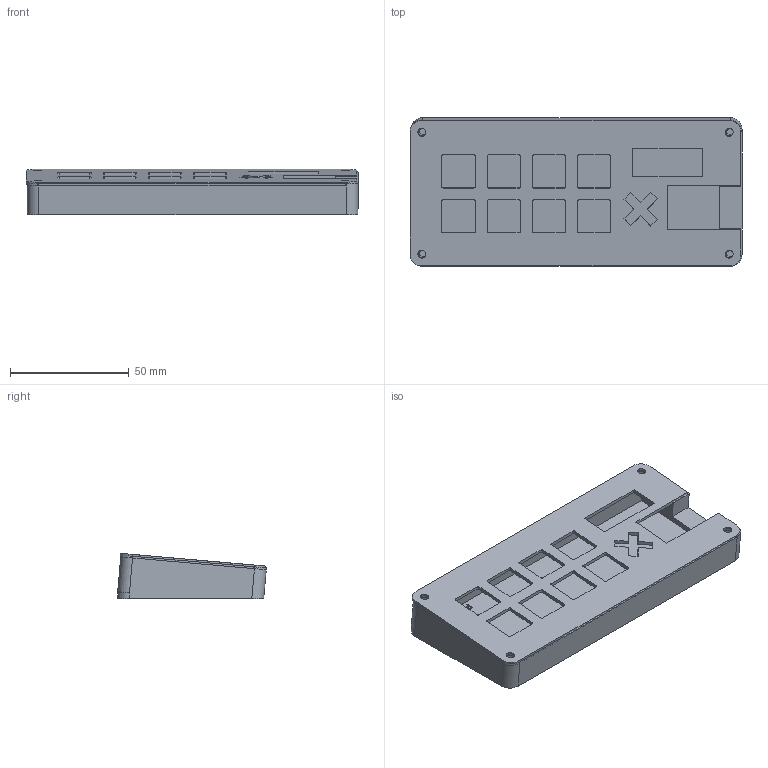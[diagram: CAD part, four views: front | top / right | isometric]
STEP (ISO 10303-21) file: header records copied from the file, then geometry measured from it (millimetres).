
FILE_DESCRIPTION(/* description */ (''),/* implementation_level */ '2;1');
FILE_NAME(/* name */ 'XacPad entire case and pcb CAD.step',/* time_stamp */ '2025-12-24T00:02:32+01:00',/* author */ (''),/* organization */ (''),/* preprocessor_version */ 'ST-DEVELOPER v20.1',/* originating_system */ 'Autodesk Translation Framework v14.21.0.0',/* authorisation */ '');
FILE_SCHEMA (('AUTOMOTIVE_DESIGN { 1 0 10303 214 3 1 1 }'));
Length unit declared in the file: millimetre
Products named in the file (2): 2025-12-23-23-51-00-139; 2025-12-23-13-38-12-629
Assembly tree (1 placements, depth 2):
  2025-12-23-23-51-00-139
    2025-12-23-13-38-12-629
Bounding box: 140.03 x 62.73 x 19.09 mm (x, y, z)
Volume: 90077.2 mm3; surface area: 40808.3 mm2
Topology: 2 solids, 2 shells, 458 faces, 1274 edges, 848 vertices
Faces by surface type: bspline 230, plane 171, cylinder 55, sphere 2
Full cylindrical faces by diameter (mm): 3.4 x8, 6 x4
Entity records: 16870 total; most frequent: CARTESIAN_POINT 6503, ORIENTED_EDGE 2548, DIRECTION 1384, EDGE_CURVE 1274, VERTEX_POINT 848, LINE 702, VECTOR 702, EDGE_LOOP 514
